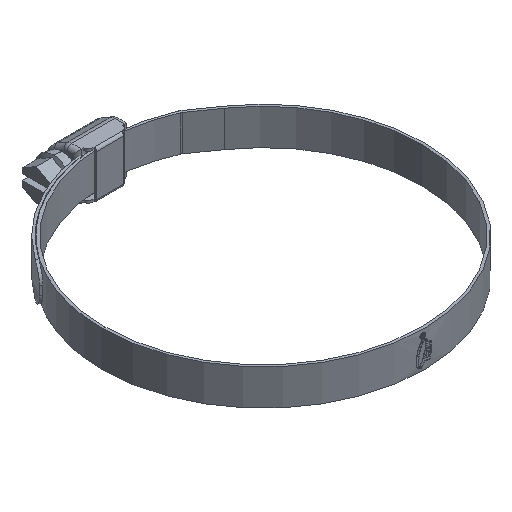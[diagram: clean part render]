
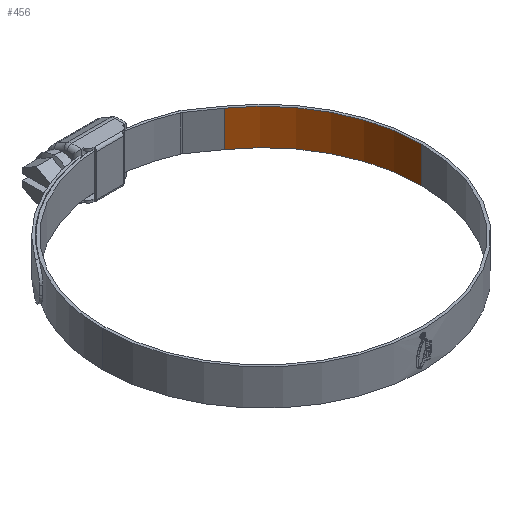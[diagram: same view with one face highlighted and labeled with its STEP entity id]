
A CAD part, isometric view. The second image highlights one B-rep face of the part: STEP entity #456.
In plain terms, the highlighted cylindrical face has radius 35 mm (diameter 70 mm), a partial arc.
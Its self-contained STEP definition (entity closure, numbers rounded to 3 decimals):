
#161 = CARTESIAN_POINT ( 'NONE',  ( 20.075, 28.67, -3.96 ) ) ;
#203 = AXIS2_PLACEMENT_3D ( 'NONE', #2907, #5273, #5204 ) ;
#204 = AXIS2_PLACEMENT_3D ( 'NONE', #1013, #3796, #5425 ) ;
#406 = ORIENTED_EDGE ( 'NONE', *, *, #3961, .T. ) ;
#428 = CARTESIAN_POINT ( 'NONE',  ( 35., 0., 3.96 ) ) ;
#456 = ADVANCED_FACE ( 'NONE', ( #2768 ), #5487, .F. ) ;
#558 = AXIS2_PLACEMENT_3D ( 'NONE', #1730, #2369, #620 ) ;
#620 = DIRECTION ( 'NONE',  ( 1., 0., 0. ) ) ;
#735 = ORIENTED_EDGE ( 'NONE', *, *, #2457, .T. ) ;
#776 = CIRCLE ( 'NONE', #203, 35. ) ;
#1013 = CARTESIAN_POINT ( 'NONE',  ( 0., 0., 3.96 ) ) ;
#1375 = CARTESIAN_POINT ( 'NONE',  ( 35., 0., -3.96 ) ) ;
#1730 = CARTESIAN_POINT ( 'NONE',  ( 0., 0., -3.96 ) ) ;
#1806 = CIRCLE ( 'NONE', #558, 35. ) ;
#1808 = EDGE_LOOP ( 'NONE', ( #6721, #735, #406, #3918 ) ) ;
#2369 = DIRECTION ( 'NONE',  ( 0., 0., 1. ) ) ;
#2457 = EDGE_CURVE ( 'NONE', #6465, #4628, #776, .T. ) ;
#2612 = CARTESIAN_POINT ( 'NONE',  ( 20.075, 28.67, 3.96 ) ) ;
#2768 = FACE_OUTER_BOUND ( 'NONE', #1808, .T. ) ;
#2864 = VERTEX_POINT ( 'NONE', #161 ) ;
#2907 = CARTESIAN_POINT ( 'NONE',  ( 0., 0., 3.96 ) ) ;
#3075 = VECTOR ( 'NONE', #5906, 1000. ) ;
#3084 = LINE ( 'NONE', #2612, #3075 ) ;
#3514 = EDGE_CURVE ( 'NONE', #5077, #2864, #1806, .T. ) ;
#3701 = LINE ( 'NONE', #428, #5518 ) ;
#3796 = DIRECTION ( 'NONE',  ( 0., 0., -1. ) ) ;
#3807 = CARTESIAN_POINT ( 'NONE',  ( 35., 0., 3.96 ) ) ;
#3918 = ORIENTED_EDGE ( 'NONE', *, *, #3514, .F. ) ;
#3961 = EDGE_CURVE ( 'NONE', #4628, #2864, #3084, .T. ) ;
#4628 = VERTEX_POINT ( 'NONE', #5833 ) ;
#5077 = VERTEX_POINT ( 'NONE', #1375 ) ;
#5204 = DIRECTION ( 'NONE',  ( 1., 0., 0. ) ) ;
#5273 = DIRECTION ( 'NONE',  ( 0., 0., 1. ) ) ;
#5417 = EDGE_CURVE ( 'NONE', #6465, #5077, #3701, .T. ) ;
#5425 = DIRECTION ( 'NONE',  ( -1., 0., 0. ) ) ;
#5487 = CYLINDRICAL_SURFACE ( 'NONE', #204, 35. ) ;
#5518 = VECTOR ( 'NONE', #7024, 1000. ) ;
#5833 = CARTESIAN_POINT ( 'NONE',  ( 20.075, 28.67, 3.96 ) ) ;
#5906 = DIRECTION ( 'NONE',  ( 0., 0., -1. ) ) ;
#6465 = VERTEX_POINT ( 'NONE', #3807 ) ;
#6721 = ORIENTED_EDGE ( 'NONE', *, *, #5417, .F. ) ;
#7024 = DIRECTION ( 'NONE',  ( 0., 0., -1. ) ) ;
